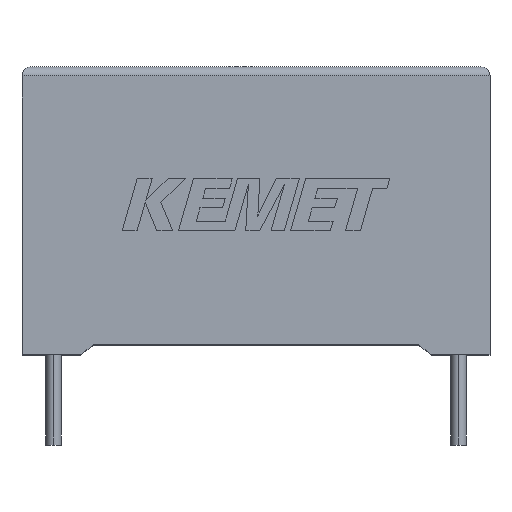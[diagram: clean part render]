
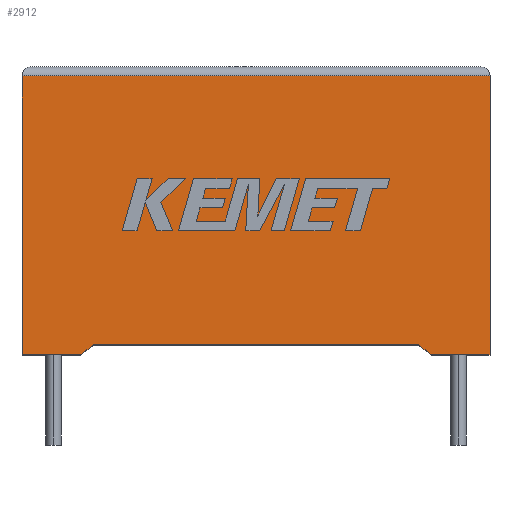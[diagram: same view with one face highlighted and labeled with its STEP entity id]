
A CAD part, top view. The second image highlights one B-rep face of the part: STEP entity #2912.
In plain terms, the highlighted planar face has unit normal (0, 0, 1).
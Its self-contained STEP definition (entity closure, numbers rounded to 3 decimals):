
#113 = LINE ( 'NONE', #2890, #2797 ) ;
#182 = CARTESIAN_POINT ( 'NONE',  ( 0., 0., 8. ) ) ;
#183 = VERTEX_POINT ( 'NONE', #1743 ) ;
#235 = CARTESIAN_POINT ( 'NONE',  ( 22.75, 0., 8. ) ) ;
#262 = VECTOR ( 'NONE', #2140, 1000. ) ;
#287 = VERTEX_POINT ( 'NONE', #182 ) ;
#350 = CARTESIAN_POINT ( 'NONE',  ( 0., 0., 8. ) ) ;
#363 = VECTOR ( 'NONE', #608, 1000. ) ;
#430 = LINE ( 'NONE', #748, #262 ) ;
#431 = AXIS2_PLACEMENT_3D ( 'NONE', #2504, #1161, #1792 ) ;
#450 = EDGE_CURVE ( 'NONE', #1714, #2781, #1021, .T. ) ;
#472 = VECTOR ( 'NONE', #1210, 1000. ) ;
#569 = VECTOR ( 'NONE', #1596, 1000. ) ;
#608 = DIRECTION ( 'NONE',  ( 1., 0., 0. ) ) ;
#642 = CARTESIAN_POINT ( 'NONE',  ( 3.25, 0., 8. ) ) ;
#678 = VERTEX_POINT ( 'NONE', #2608 ) ;
#748 = CARTESIAN_POINT ( 'NONE',  ( 0., 15.5, 8. ) ) ;
#821 = DIRECTION ( 'NONE',  ( -1., 0., 0. ) ) ;
#842 = PLANE ( 'NONE',  #431 ) ;
#891 = VERTEX_POINT ( 'NONE', #3025 ) ;
#899 = VERTEX_POINT ( 'NONE', #2334 ) ;
#1021 = LINE ( 'NONE', #2705, #363 ) ;
#1148 = ORIENTED_EDGE ( 'NONE', *, *, #1916, .T. ) ;
#1161 = DIRECTION ( 'NONE',  ( 0., 0., -1. ) ) ;
#1210 = DIRECTION ( 'NONE',  ( 0., 1., 0. ) ) ;
#1229 = ORIENTED_EDGE ( 'NONE', *, *, #2192, .T. ) ;
#1250 = VECTOR ( 'NONE', #2105, 1000. ) ;
#1304 = CARTESIAN_POINT ( 'NONE',  ( 26., 0., 8. ) ) ;
#1320 = ORIENTED_EDGE ( 'NONE', *, *, #2353, .T. ) ;
#1359 = VERTEX_POINT ( 'NONE', #642 ) ;
#1596 = DIRECTION ( 'NONE',  ( -0.795, -0.607, 0. ) ) ;
#1714 = VERTEX_POINT ( 'NONE', #1815 ) ;
#1743 = CARTESIAN_POINT ( 'NONE',  ( 26., 15.5, 8. ) ) ;
#1758 = LINE ( 'NONE', #1974, #472 ) ;
#1792 = DIRECTION ( 'NONE',  ( -1., 0., 0. ) ) ;
#1815 = CARTESIAN_POINT ( 'NONE',  ( 22.75, 0., 8. ) ) ;
#1916 = EDGE_CURVE ( 'NONE', #183, #678, #430, .T. ) ;
#1967 = ORIENTED_EDGE ( 'NONE', *, *, #2897, .T. ) ;
#1974 = CARTESIAN_POINT ( 'NONE',  ( 26., 0., 8. ) ) ;
#1976 = DIRECTION ( 'NONE',  ( 1., 0., 0. ) ) ;
#1990 = VECTOR ( 'NONE', #1976, 1000. ) ;
#2105 = DIRECTION ( 'NONE',  ( 0.795, -0.607, 0. ) ) ;
#2140 = DIRECTION ( 'NONE',  ( -1., 0., 0. ) ) ;
#2180 = VECTOR ( 'NONE', #2314, 1000. ) ;
#2192 = EDGE_CURVE ( 'NONE', #678, #287, #3049, .T. ) ;
#2271 = FACE_OUTER_BOUND ( 'NONE', #2649, .T. ) ;
#2314 = DIRECTION ( 'NONE',  ( 0., -1., 0. ) ) ;
#2334 = CARTESIAN_POINT ( 'NONE',  ( 22.028, 0.552, 8. ) ) ;
#2349 = LINE ( 'NONE', #235, #1250 ) ;
#2353 = EDGE_CURVE ( 'NONE', #287, #1359, #2904, .T. ) ;
#2426 = ORIENTED_EDGE ( 'NONE', *, *, #450, .T. ) ;
#2504 = CARTESIAN_POINT ( 'NONE',  ( 0., 0., 8. ) ) ;
#2535 = CARTESIAN_POINT ( 'NONE',  ( 3.25, 0., 8. ) ) ;
#2608 = CARTESIAN_POINT ( 'NONE',  ( 0., 15.5, 8. ) ) ;
#2611 = EDGE_CURVE ( 'NONE', #891, #1359, #3020, .T. ) ;
#2649 = EDGE_LOOP ( 'NONE', ( #1967, #1148, #1229, #1320, #2824, #2828, #2751, #2426 ) ) ;
#2705 = CARTESIAN_POINT ( 'NONE',  ( 0., 0., 8. ) ) ;
#2751 = ORIENTED_EDGE ( 'NONE', *, *, #2973, .T. ) ;
#2781 = VERTEX_POINT ( 'NONE', #1304 ) ;
#2784 = CARTESIAN_POINT ( 'NONE',  ( 0., 0., 8. ) ) ;
#2797 = VECTOR ( 'NONE', #821, 1000. ) ;
#2811 = EDGE_CURVE ( 'NONE', #899, #891, #113, .T. ) ;
#2824 = ORIENTED_EDGE ( 'NONE', *, *, #2611, .F. ) ;
#2828 = ORIENTED_EDGE ( 'NONE', *, *, #2811, .F. ) ;
#2890 = CARTESIAN_POINT ( 'NONE',  ( 13., 0.552, 8. ) ) ;
#2897 = EDGE_CURVE ( 'NONE', #2781, #183, #1758, .T. ) ;
#2904 = LINE ( 'NONE', #350, #1990 ) ;
#2912 = ADVANCED_FACE ( 'NONE', ( #2271 ), #842, .F. ) ;
#2973 = EDGE_CURVE ( 'NONE', #899, #1714, #2349, .T. ) ;
#3020 = LINE ( 'NONE', #2535, #569 ) ;
#3025 = CARTESIAN_POINT ( 'NONE',  ( 3.972, 0.552, 8. ) ) ;
#3049 = LINE ( 'NONE', #2784, #2180 ) ;
